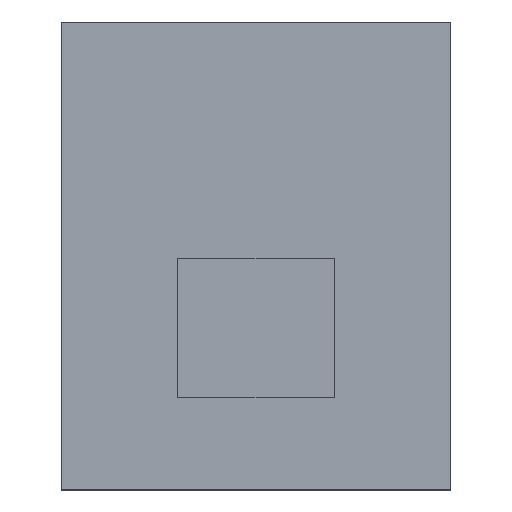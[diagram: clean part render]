
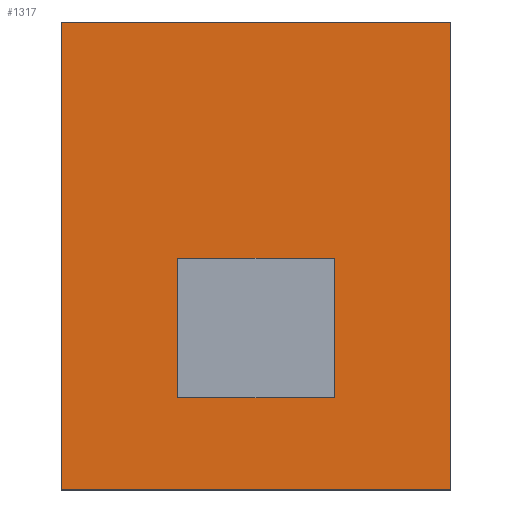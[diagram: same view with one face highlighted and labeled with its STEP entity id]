
A CAD part, top view. The second image highlights one B-rep face of the part: STEP entity #1317.
In plain terms, the highlighted planar face has unit normal (0, 0, 1).
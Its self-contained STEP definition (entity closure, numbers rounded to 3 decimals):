
#51=FACE_BOUND('',#193,.T.);
#115=FACE_OUTER_BOUND('',#192,.T.);
#192=EDGE_LOOP('',(#1013,#1014,#1015,#1016));
#193=EDGE_LOOP('',(#1017,#1018,#1019,#1020));
#237=LINE('',#1883,#397);
#241=LINE('',#1891,#401);
#244=LINE('',#1897,#404);
#247=LINE('',#1902,#407);
#309=LINE('',#2051,#469);
#316=LINE('',#2063,#476);
#320=LINE('',#2069,#480);
#322=LINE('',#2072,#482);
#397=VECTOR('',#1514,10.);
#401=VECTOR('',#1520,10.);
#404=VECTOR('',#1525,10.);
#407=VECTOR('',#1530,10.);
#469=VECTOR('',#1664,10.);
#476=VECTOR('',#1673,10.);
#480=VECTOR('',#1679,10.);
#482=VECTOR('',#1683,10.);
#557=VERTEX_POINT('',#1881);
#558=VERTEX_POINT('',#1882);
#561=VERTEX_POINT('',#1890);
#563=VERTEX_POINT('',#1896);
#614=VERTEX_POINT('',#2048);
#615=VERTEX_POINT('',#2050);
#618=VERTEX_POINT('',#2060);
#619=VERTEX_POINT('',#2062);
#677=EDGE_CURVE('',#557,#558,#237,.T.);
#681=EDGE_CURVE('',#561,#557,#241,.T.);
#684=EDGE_CURVE('',#563,#561,#244,.T.);
#687=EDGE_CURVE('',#558,#563,#247,.T.);
#759=EDGE_CURVE('',#615,#614,#309,.T.);
#766=EDGE_CURVE('',#619,#618,#316,.T.);
#770=EDGE_CURVE('',#618,#615,#320,.T.);
#772=EDGE_CURVE('',#614,#619,#322,.T.);
#1013=ORIENTED_EDGE('',*,*,#772,.T.);
#1014=ORIENTED_EDGE('',*,*,#766,.T.);
#1015=ORIENTED_EDGE('',*,*,#770,.T.);
#1016=ORIENTED_EDGE('',*,*,#759,.T.);
#1017=ORIENTED_EDGE('',*,*,#677,.T.);
#1018=ORIENTED_EDGE('',*,*,#687,.T.);
#1019=ORIENTED_EDGE('',*,*,#684,.T.);
#1020=ORIENTED_EDGE('',*,*,#681,.T.);
#1245=PLANE('',#1448);
#1317=ADVANCED_FACE('',(#115,#51),#1245,.T.);
#1448=AXIS2_PLACEMENT_3D('',#2073,#1684,#1685);
#1514=DIRECTION('',(0.,1.,0.));
#1520=DIRECTION('',(-1.,0.,0.));
#1525=DIRECTION('',(0.,-1.,0.));
#1530=DIRECTION('',(1.,0.,0.));
#1664=DIRECTION('',(0.,1.,0.));
#1673=DIRECTION('',(0.,-1.,0.));
#1679=DIRECTION('',(1.,0.,0.));
#1683=DIRECTION('',(-1.,0.,0.));
#1684=DIRECTION('center_axis',(0.,0.,1.));
#1685=DIRECTION('ref_axis',(1.,0.,0.));
#1881=CARTESIAN_POINT('',(-0.401,-0.728,0.65));
#1882=CARTESIAN_POINT('',(-0.401,-0.012,0.65));
#1883=CARTESIAN_POINT('',(-0.401,-0.364,0.65));
#1890=CARTESIAN_POINT('',(0.401,-0.728,0.65));
#1891=CARTESIAN_POINT('',(0.201,-0.728,0.65));
#1896=CARTESIAN_POINT('',(0.401,-0.012,0.65));
#1897=CARTESIAN_POINT('',(0.401,-0.006,0.65));
#1902=CARTESIAN_POINT('',(-0.201,-0.012,0.65));
#2048=CARTESIAN_POINT('',(1.,1.2,0.65));
#2050=CARTESIAN_POINT('',(1.,-1.2,0.65));
#2051=CARTESIAN_POINT('',(1.,1.2,0.65));
#2060=CARTESIAN_POINT('',(-1.,-1.2,0.65));
#2062=CARTESIAN_POINT('',(-1.,1.2,0.65));
#2063=CARTESIAN_POINT('',(-1.,-1.2,0.65));
#2069=CARTESIAN_POINT('',(1.,-1.2,0.65));
#2072=CARTESIAN_POINT('',(-1.,1.2,0.65));
#2073=CARTESIAN_POINT('Origin',(0.,0.,0.65));
